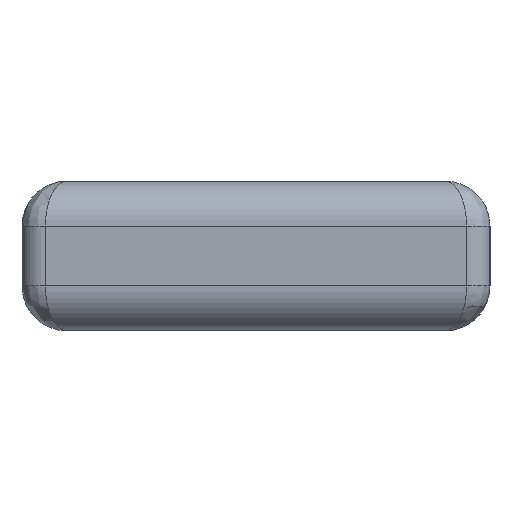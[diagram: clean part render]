
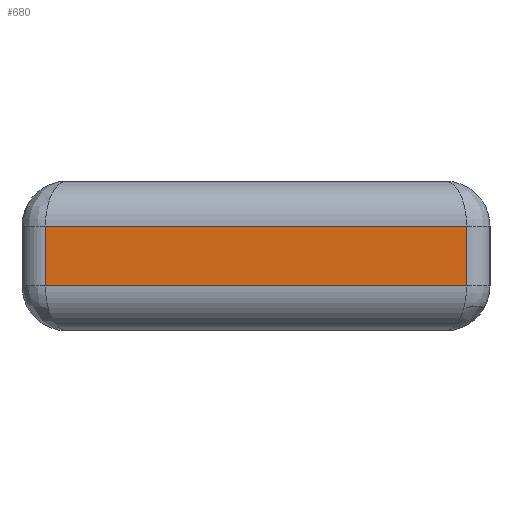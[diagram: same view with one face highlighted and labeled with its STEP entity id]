
A CAD part, left-side view. The second image highlights one B-rep face of the part: STEP entity #680.
In plain terms, the highlighted planar face has unit normal (-1, 0, 0).
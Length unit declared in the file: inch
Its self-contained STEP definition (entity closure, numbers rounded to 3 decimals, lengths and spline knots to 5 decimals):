
#680=ADVANCED_FACE('',(#1719),#1412,.T.);
#1412=PLANE('',#13530);
#1719=FACE_OUTER_BOUND('',#2939,.T.);
#2939=EDGE_LOOP('',(#4311,#4312,#4313,#4314));
#4311=ORIENTED_EDGE('',*,*,#9427,.T.);
#4312=ORIENTED_EDGE('',*,*,#9428,.T.);
#4313=ORIENTED_EDGE('',*,*,#9429,.T.);
#4314=ORIENTED_EDGE('',*,*,#9430,.T.);
#8175=VERTEX_POINT('',#18867);
#8176=VERTEX_POINT('',#18868);
#8177=VERTEX_POINT('',#18870);
#8178=VERTEX_POINT('',#18872);
#9427=EDGE_CURVE('',#8175,#8176,#11250,.T.);
#9428=EDGE_CURVE('',#8176,#8177,#11251,.T.);
#9429=EDGE_CURVE('',#8177,#8178,#11252,.T.);
#9430=EDGE_CURVE('',#8178,#8175,#11253,.T.);
#11250=LINE('',#18866,#12378);
#11251=LINE('',#18869,#12379);
#11252=LINE('',#18871,#12380);
#11253=LINE('',#18873,#12381);
#12378=VECTOR('',#14803,1.);
#12379=VECTOR('',#14804,1.);
#12380=VECTOR('',#14805,1.);
#12381=VECTOR('',#14806,1.);
#13530=AXIS2_PLACEMENT_3D('',#18874,#14807,#14808);
#14803=DIRECTION('',(0.,0.,-1.));
#14804=DIRECTION('',(0.,-1.,0.));
#14805=DIRECTION('',(0.,0.,1.));
#14806=DIRECTION('',(0.,1.,0.));
#14807=DIRECTION('',(-1.,0.,0.));
#14808=DIRECTION('',(0.,0.,1.));
#18866=CARTESIAN_POINT('',(0.,0.59375,0.));
#18867=CARTESIAN_POINT('',(0.,0.59375,0.14));
#18868=CARTESIAN_POINT('',(0.,0.59375,0.06));
#18869=CARTESIAN_POINT('',(0.,0.3125,0.06));
#18870=CARTESIAN_POINT('',(0.,0.03125,0.06));
#18871=CARTESIAN_POINT('',(0.,0.03125,0.));
#18872=CARTESIAN_POINT('',(0.,0.03125,0.14));
#18873=CARTESIAN_POINT('',(0.,0.3125,0.14));
#18874=CARTESIAN_POINT('',(0.,0.3125,0.));
